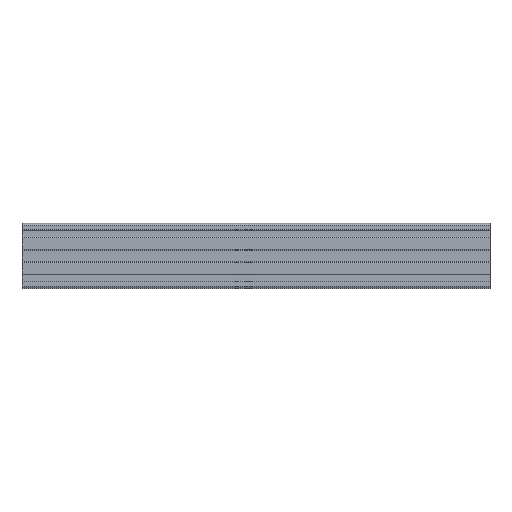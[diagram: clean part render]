
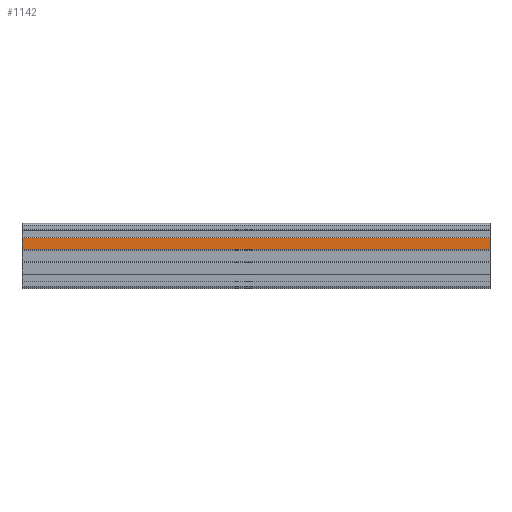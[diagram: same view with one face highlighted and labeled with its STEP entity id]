
A CAD part, top view. The second image highlights one B-rep face of the part: STEP entity #1142.
In plain terms, the highlighted planar face has unit normal (0, 0, 1).
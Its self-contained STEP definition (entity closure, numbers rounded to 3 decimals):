
#1031=AXIS2_PLACEMENT_3D('Plane Axis2P3D',#1028,#1029,#1030) ;
#189=CARTESIAN_POINT('Vertex',(144.,11.2,20.)) ;
#192=CARTESIAN_POINT('Line Origine',(144.,7.675,20.)) ;
#196=CARTESIAN_POINT('Vertex',(144.,4.15,20.)) ;
#1028=CARTESIAN_POINT('Axis2P3D Location',(0.,16.,20.)) ;
#1109=CARTESIAN_POINT('Vertex',(-144.,11.2,20.)) ;
#1112=CARTESIAN_POINT('Line Origine',(0.,11.2,20.)) ;
#1124=CARTESIAN_POINT('Line Origine',(-144.,7.675,20.)) ;
#1128=CARTESIAN_POINT('Vertex',(-144.,4.15,20.)) ;
#1131=CARTESIAN_POINT('Line Origine',(0.,4.15,20.)) ;
#193=DIRECTION('Vector Direction',(0.,1.,0.)) ;
#1029=DIRECTION('Axis2P3D Direction',(0.,0.,-1.)) ;
#1030=DIRECTION('Axis2P3D XDirection',(0.,1.,0.)) ;
#1113=DIRECTION('Vector Direction',(1.,0.,0.)) ;
#1125=DIRECTION('Vector Direction',(0.,1.,0.)) ;
#1132=DIRECTION('Vector Direction',(1.,0.,0.)) ;
#194=VECTOR('Line Direction',#193,1.) ;
#1114=VECTOR('Line Direction',#1113,1.) ;
#1126=VECTOR('Line Direction',#1125,1.) ;
#1133=VECTOR('Line Direction',#1132,1.) ;
#1137=ORIENTED_EDGE('',*,*,#1116,.F.) ;
#1138=ORIENTED_EDGE('',*,*,#1130,.T.) ;
#1139=ORIENTED_EDGE('',*,*,#1135,.T.) ;
#1140=ORIENTED_EDGE('',*,*,#198,.F.) ;
#1142=ADVANCED_FACE('PERFIL-BASICO-SEM-REFOR\X2\00C7\X0\O',(#1141),#1032,.F.) ;
#198=EDGE_CURVE('',#190,#197,#195,.F.) ;
#1116=EDGE_CURVE('',#1110,#190,#1115,.T.) ;
#1130=EDGE_CURVE('',#1110,#1129,#1127,.F.) ;
#1135=EDGE_CURVE('',#1129,#197,#1134,.T.) ;
#1136=EDGE_LOOP('',(#1137,#1138,#1139,#1140)) ;
#1141=FACE_OUTER_BOUND('',#1136,.T.) ;
#195=LINE('Line',#192,#194) ;
#1115=LINE('Line',#1112,#1114) ;
#1127=LINE('Line',#1124,#1126) ;
#1134=LINE('Line',#1131,#1133) ;
#1032=PLANE('',#1031) ;
#190=VERTEX_POINT('',#189) ;
#197=VERTEX_POINT('',#196) ;
#1110=VERTEX_POINT('',#1109) ;
#1129=VERTEX_POINT('',#1128) ;
